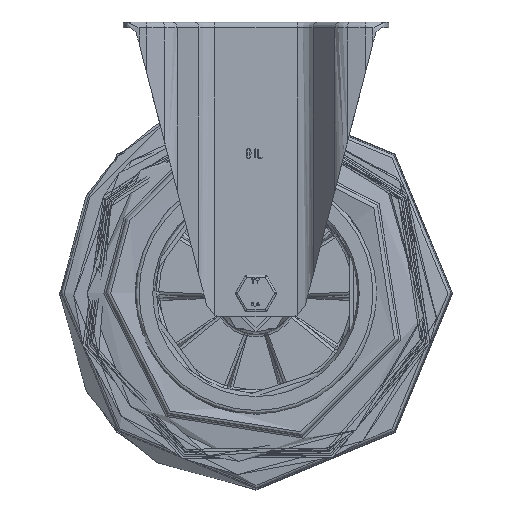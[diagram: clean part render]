
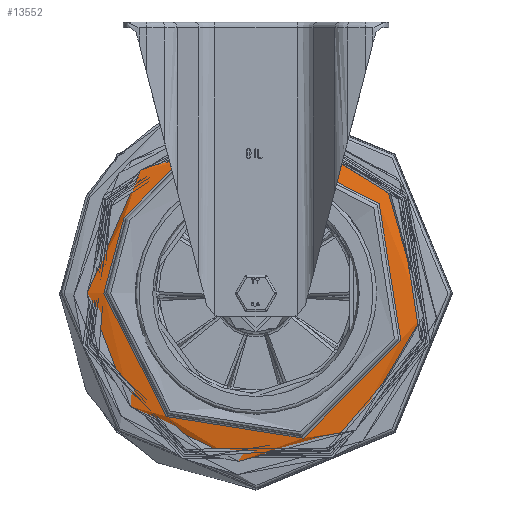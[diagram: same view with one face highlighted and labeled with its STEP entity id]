
A CAD part, front view. The second image highlights one B-rep face of the part: STEP entity #13552.
In plain terms, the highlighted conical face has half-angle 77.605 degrees and reference radius 78.639 mm.
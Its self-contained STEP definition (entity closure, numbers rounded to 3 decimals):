
#117=CONICAL_SURFACE('',#15021,78.639,1.354);
#1412=FACE_OUTER_BOUND('',#2263,.T.);
#2263=EDGE_LOOP('',(#11560,#11561,#11562,#11563,#11564,#11565));
#3171=CIRCLE('',#15022,85.907);
#3172=CIRCLE('',#15023,85.907);
#3173=CIRCLE('',#15024,77.428);
#3174=CIRCLE('',#15025,77.428);
#3814=LINE('',#62741,#4541);
#4541=VECTOR('',#18031,78.639);
#6256=VERTEX_POINT('',#62736);
#6257=VERTEX_POINT('',#62737);
#6258=VERTEX_POINT('',#62740);
#6259=VERTEX_POINT('',#62742);
#8087=EDGE_CURVE('',#6256,#6257,#3171,.T.);
#8088=EDGE_CURVE('',#6257,#6256,#3172,.T.);
#8089=EDGE_CURVE('',#6256,#6258,#3814,.T.);
#8090=EDGE_CURVE('',#6259,#6258,#3173,.T.);
#8091=EDGE_CURVE('',#6258,#6259,#3174,.T.);
#11560=ORIENTED_EDGE('',*,*,#8087,.T.);
#11561=ORIENTED_EDGE('',*,*,#8088,.T.);
#11562=ORIENTED_EDGE('',*,*,#8089,.T.);
#11563=ORIENTED_EDGE('',*,*,#8090,.F.);
#11564=ORIENTED_EDGE('',*,*,#8091,.F.);
#11565=ORIENTED_EDGE('',*,*,#8089,.F.);
#13552=ADVANCED_FACE('',(#1412),#117,.T.);
#15021=AXIS2_PLACEMENT_3D('',#62735,#18025,#18026);
#15022=AXIS2_PLACEMENT_3D('',#62738,#18027,#18028);
#15023=AXIS2_PLACEMENT_3D('',#62739,#18029,#18030);
#15024=AXIS2_PLACEMENT_3D('',#62743,#18032,#18033);
#15025=AXIS2_PLACEMENT_3D('',#62744,#18034,#18035);
#18025=DIRECTION('center_axis',(0.,1.,0.));
#18026=DIRECTION('ref_axis',(1.,0.,0.));
#18027=DIRECTION('center_axis',(0.,-1.,0.));
#18028=DIRECTION('ref_axis',(0.,0.,1.));
#18029=DIRECTION('center_axis',(0.,-1.,0.));
#18030=DIRECTION('ref_axis',(0.,0.,1.));
#18031=DIRECTION('',(0.977,-0.215,0.));
#18032=DIRECTION('center_axis',(0.,-1.,0.));
#18033=DIRECTION('ref_axis',(0.,0.,1.));
#18034=DIRECTION('center_axis',(0.,-1.,0.));
#18035=DIRECTION('ref_axis',(0.,0.,1.));
#62735=CARTESIAN_POINT('Origin',(0.,-18.475,
0.));
#62736=CARTESIAN_POINT('',(-85.907,-16.878,0.));
#62737=CARTESIAN_POINT('',(50.495,-16.878,-69.501));
#62738=CARTESIAN_POINT('Origin',(0.,-16.878,
0.));
#62739=CARTESIAN_POINT('Origin',(0.,-16.878,
0.));
#62740=CARTESIAN_POINT('',(-77.428,-18.741,0.));
#62741=CARTESIAN_POINT('',(-78.639,-18.475,0.));
#62742=CARTESIAN_POINT('',(0.,-18.741,77.428));
#62743=CARTESIAN_POINT('Origin',(0.,-18.741,
0.));
#62744=CARTESIAN_POINT('Origin',(0.,-18.741,
0.));
